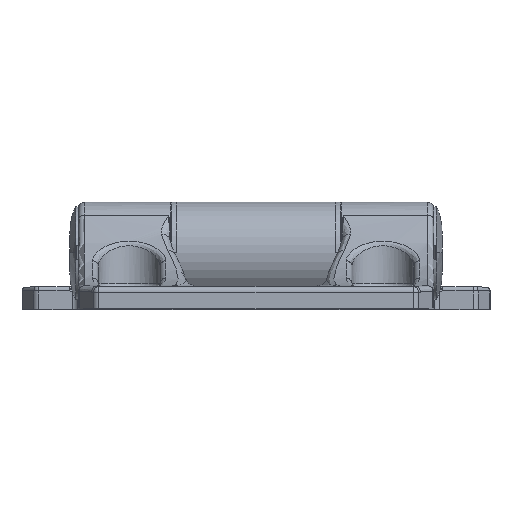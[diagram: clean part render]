
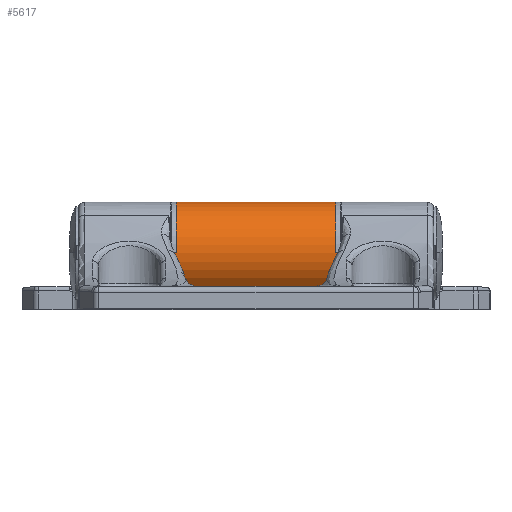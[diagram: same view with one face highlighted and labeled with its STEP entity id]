
A CAD part, top view. The second image highlights one B-rep face of the part: STEP entity #5617.
In plain terms, the highlighted cylindrical face has radius 9 mm (diameter 18 mm), a partial arc.
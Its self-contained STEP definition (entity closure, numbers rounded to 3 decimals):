
#1137=DIRECTION('',(-1.,0.,0.));
#1138=VECTOR('',#1137,28.2);
#1139=CARTESIAN_POINT('',(14.1,6.712,-5.996));
#1140=LINE('',#1139,#1138);
#1175=CARTESIAN_POINT('',(14.1,0.,0.));
#1176=DIRECTION('',(-1.,0.,0.));
#1177=DIRECTION('',(0.,0.,-1.));
#1178=AXIS2_PLACEMENT_3D('',#1175,#1176,#1177);
#1183=CARTESIAN_POINT('',(14.1,0.,0.));
#1184=DIRECTION('',(-1.,0.,0.));
#1185=DIRECTION('',(0.,0.,1.));
#1186=AXIS2_PLACEMENT_3D('',#1183,#1184,#1185);
#1191=DIRECTION('',(1.,0.,0.));
#1192=VECTOR('',#1191,0.95);
#1193=CARTESIAN_POINT('',(14.1,0.,9.));
#1194=LINE('',#1193,#1192);
#1198=DIRECTION('',(1.,0.,0.));
#1199=VECTOR('',#1198,0.95);
#1200=CARTESIAN_POINT('',(14.1,0.,-9.));
#1201=LINE('',#1200,#1199);
#1205=CARTESIAN_POINT('',(-14.1,0.,0.));
#1206=DIRECTION('',(1.,0.,0.));
#1207=DIRECTION('',(0.,0.746,-0.666));
#1208=AXIS2_PLACEMENT_3D('',#1205,#1206,#1207);
#1213=CARTESIAN_POINT('',(15.05,0.,0.));
#1214=DIRECTION('',(1.,0.,0.));
#1215=DIRECTION('',(0.,0.,1.));
#1216=AXIS2_PLACEMENT_3D('',#1213,#1214,#1215);
#1435=CARTESIAN_POINT('',(-15.05,0.,0.));
#1436=DIRECTION('',(1.,0.,0.));
#1437=DIRECTION('',(0.,0.,1.));
#1438=AXIS2_PLACEMENT_3D('',#1435,#1436,#1437);
#1443=DIRECTION('',(-1.,0.,0.));
#1444=VECTOR('',#1443,0.95);
#1445=CARTESIAN_POINT('',(-14.1,0.,9.));
#1446=LINE('',#1445,#1444);
#1450=DIRECTION('',(-1.,0.,0.));
#1451=VECTOR('',#1450,0.95);
#1452=CARTESIAN_POINT('',(-14.1,0.,-9.));
#1453=LINE('',#1452,#1451);
#1457=CARTESIAN_POINT('',(-14.1,0.,0.));
#1458=DIRECTION('',(1.,0.,0.));
#1459=DIRECTION('',(0.,-1.,0.014));
#1460=AXIS2_PLACEMENT_3D('',#1457,#1458,#1459);
#1489=CARTESIAN_POINT('',(-14.1,-8.999,0.122));
#1490=CARTESIAN_POINT('',(-14.06,-8.998,
0.173));
#1491=CARTESIAN_POINT('',(-13.972,-8.996,
0.272));
#1492=CARTESIAN_POINT('',(-13.816,-8.991,
0.406));
#1493=CARTESIAN_POINT('',(-13.64,-8.985,
0.521));
#1494=CARTESIAN_POINT('',(-13.446,-8.979,
0.614));
#1495=CARTESIAN_POINT('',(-13.238,-8.974,
0.683));
#1496=CARTESIAN_POINT('',(-13.02,-8.971,
0.725));
#1497=CARTESIAN_POINT('',(-12.874,-8.97,
0.735));
#1498=CARTESIAN_POINT('',(-12.8,-8.97,
0.735));
#1516=DIRECTION('',(1.,0.,0.));
#1517=VECTOR('',#1516,25.6);
#1518=CARTESIAN_POINT('',(-12.8,-8.97,
0.735));
#1519=LINE('',#1518,#1517);
#1546=CARTESIAN_POINT('',(12.8,-8.97,
0.735));
#1547=CARTESIAN_POINT('',(12.874,-8.97,
0.735));
#1548=CARTESIAN_POINT('',(13.02,-8.971,
0.725));
#1549=CARTESIAN_POINT('',(13.238,-8.974,
0.683));
#1550=CARTESIAN_POINT('',(13.446,-8.979,
0.614));
#1551=CARTESIAN_POINT('',(13.64,-8.985,
0.521));
#1552=CARTESIAN_POINT('',(13.816,-8.991,
0.406));
#1553=CARTESIAN_POINT('',(13.972,-8.996,
0.272));
#1554=CARTESIAN_POINT('',(14.06,-8.998,
0.173));
#1555=CARTESIAN_POINT('',(14.1,-8.999,0.122));
#2393=CARTESIAN_POINT('',(-13.,0.,0.));
#2394=DIRECTION('',(1.,0.,0.));
#2395=DIRECTION('',(0.,-0.961,0.278));
#2396=AXIS2_PLACEMENT_3D('',#2393,#2394,#2395);
#2408=CARTESIAN_POINT('',(-10.,-8.292,3.5));
#2409=CARTESIAN_POINT('',(-10.998,-8.432,
3.167));
#2410=CARTESIAN_POINT('',(-11.998,-8.549,
2.834));
#2411=CARTESIAN_POINT('',(-13.,-8.646,2.5));
#2423=CARTESIAN_POINT('',(-10.,0.,0.));
#2424=DIRECTION('',(1.,0.,0.));
#2425=DIRECTION('',(0.,-0.921,0.389));
#2426=AXIS2_PLACEMENT_3D('',#2423,#2424,#2425);
#2438=CARTESIAN_POINT('',(-10.,-8.44,3.125));
#2439=CARTESIAN_POINT('',(-10.255,-8.471,
3.042));
#2440=CARTESIAN_POINT('',(-10.51,-8.5,
2.958));
#2441=CARTESIAN_POINT('',(-10.766,-8.528,2.875));
#2453=CARTESIAN_POINT('',(-10.766,0.,0.));
#2454=DIRECTION('',(1.,0.,0.));
#2455=DIRECTION('',(0.,-0.948,0.319));
#2456=AXIS2_PLACEMENT_3D('',#2453,#2454,#2455);
#2468=CARTESIAN_POINT('',(-10.766,-8.852,
1.625));
#2469=CARTESIAN_POINT('',(-10.511,-8.867,
1.542));
#2470=CARTESIAN_POINT('',(-10.255,-8.881,
1.458));
#2471=CARTESIAN_POINT('',(-10.,-8.894,1.375));
#2483=CARTESIAN_POINT('',(-10.,0.,0.));
#2484=DIRECTION('',(1.,0.,0.));
#2485=DIRECTION('',(0.,-0.988,0.153));
#2486=AXIS2_PLACEMENT_3D('',#2483,#2484,#2485);
#2498=CARTESIAN_POINT('',(-13.,-8.775,2.));
#2499=CARTESIAN_POINT('',(-12.001,-8.851,
1.667));
#2500=CARTESIAN_POINT('',(-11.001,-8.907,
1.334));
#2501=CARTESIAN_POINT('',(-10.,-8.944,1.));
#3744=CARTESIAN_POINT('',(-12.8,-8.97,
0.735));
#3745=CARTESIAN_POINT('',(12.8,-8.97,
0.735));
#3746=VERTEX_POINT('',#3744);
#3747=VERTEX_POINT('',#3745);
#3959=CARTESIAN_POINT('',(-13.,-8.646,2.5));
#3960=CARTESIAN_POINT('',(-13.,-8.775,2.));
#3961=VERTEX_POINT('',#3959);
#3962=VERTEX_POINT('',#3960);
#3963=VERTEX_POINT('',#2501);
#3964=CARTESIAN_POINT('',(-10.,-8.894,1.375));
#3965=VERTEX_POINT('',#3964);
#3966=VERTEX_POINT('',#2468);
#3967=CARTESIAN_POINT('',(-10.766,-8.528,2.875));
#3968=VERTEX_POINT('',#3967);
#3969=VERTEX_POINT('',#2438);
#3970=CARTESIAN_POINT('',(-10.,-8.292,3.5));
#3971=VERTEX_POINT('',#3970);
#4194=CARTESIAN_POINT('',(-15.05,0.,9.));
#4195=CARTESIAN_POINT('',(-15.05,0.,-9.));
#4196=VERTEX_POINT('',#4194);
#4197=VERTEX_POINT('',#4195);
#4206=CARTESIAN_POINT('',(-14.1,-8.999,0.122));
#4207=CARTESIAN_POINT('',(-14.1,0.,-9.));
#4208=VERTEX_POINT('',#4206);
#4209=VERTEX_POINT('',#4207);
#4210=CARTESIAN_POINT('',(-14.1,6.712,-5.996));
#4211=VERTEX_POINT('',#4210);
#4212=CARTESIAN_POINT('',(-14.1,0.,9.));
#4213=VERTEX_POINT('',#4212);
#4222=CARTESIAN_POINT('',(15.05,0.,9.));
#4223=CARTESIAN_POINT('',(15.05,0.,-9.));
#4224=VERTEX_POINT('',#4222);
#4225=VERTEX_POINT('',#4223);
#4234=CARTESIAN_POINT('',(14.1,0.,9.));
#4235=CARTESIAN_POINT('',(14.1,6.712,-5.996));
#4236=VERTEX_POINT('',#4234);
#4237=VERTEX_POINT('',#4235);
#4238=CARTESIAN_POINT('',(14.1,0.,-9.));
#4239=VERTEX_POINT('',#4238);
#4240=CARTESIAN_POINT('',(14.1,-8.999,0.122));
#4241=VERTEX_POINT('',#4240);
#5569=CARTESIAN_POINT('',(-15.,0.,0.));
#5570=DIRECTION('',(1.,0.,0.));
#5571=DIRECTION('',(0.,0.,-1.));
#5572=AXIS2_PLACEMENT_3D('',#5569,#5570,#5571);
#5573=CYLINDRICAL_SURFACE('',#5572,9.);
#5574=ORIENTED_EDGE('',*,*,#5545,.F.);
#5575=ORIENTED_EDGE('',*,*,#5552,.T.);
#5577=ORIENTED_EDGE('',*,*,#5576,.T.);
#5578=ORIENTED_EDGE('',*,*,#5548,.F.);
#5579=ORIENTED_EDGE('',*,*,#5528,.T.);
#5581=ORIENTED_EDGE('',*,*,#5580,.F.);
#5583=ORIENTED_EDGE('',*,*,#5582,.F.);
#5585=ORIENTED_EDGE('',*,*,#5584,.F.);
#5587=ORIENTED_EDGE('',*,*,#5586,.T.);
#5589=ORIENTED_EDGE('',*,*,#5588,.T.);
#5591=ORIENTED_EDGE('',*,*,#5590,.F.);
#5593=ORIENTED_EDGE('',*,*,#5592,.F.);
#5595=ORIENTED_EDGE('',*,*,#5594,.F.);
#5596=ORIENTED_EDGE('',*,*,#5488,.F.);
#5597=EDGE_LOOP('',(#5574,#5575,#5577,#5578,#5579,#5581,#5583,#5585,#5587,#5589,
#5591,#5593,#5595,#5596));
#5598=FACE_OUTER_BOUND('',#5597,.F.);
#5600=ORIENTED_EDGE('',*,*,#5599,.T.);
#5602=ORIENTED_EDGE('',*,*,#5601,.T.);
#5604=ORIENTED_EDGE('',*,*,#5603,.F.);
#5606=ORIENTED_EDGE('',*,*,#5605,.F.);
#5608=ORIENTED_EDGE('',*,*,#5607,.F.);
#5610=ORIENTED_EDGE('',*,*,#5609,.F.);
#5612=ORIENTED_EDGE('',*,*,#5611,.F.);
#5614=ORIENTED_EDGE('',*,*,#5613,.T.);
#5615=EDGE_LOOP('',(#5600,#5602,#5604,#5606,#5608,#5610,#5612,#5614));
#5616=FACE_BOUND('',#5615,.F.);
#5617=ADVANCED_FACE('',(#5598,#5616),#5573,.T.);
#1179=CIRCLE('',#1178,9.);
#1187=CIRCLE('',#1186,9.);
#1209=CIRCLE('',#1208,9.);
#1217=CIRCLE('',#1216,9.);
#1439=CIRCLE('',#1438,9.);
#1461=CIRCLE('',#1460,9.);
#1499=B_SPLINE_CURVE_WITH_KNOTS('',3,(#1489,#1490,#1491,#1492,#1493,#1494,#1495,
#1496,#1497,#1498),.UNSPECIFIED.,.F.,.F.,(4,1,1,1,1,1,1,4),(0.,
0.143,0.286,0.429,0.571,
0.714,0.857,1.),.UNSPECIFIED.);
#1556=B_SPLINE_CURVE_WITH_KNOTS('',3,(#1546,#1547,#1548,#1549,#1550,#1551,#1552,
#1553,#1554,#1555),.UNSPECIFIED.,.F.,.F.,(4,1,1,1,1,1,1,4),(0.,
0.143,0.286,0.429,0.571,
0.714,0.857,1.),.UNSPECIFIED.);
#2397=CIRCLE('',#2396,9.);
#2412=B_SPLINE_CURVE_WITH_KNOTS('',3,(#2408,#2409,#2410,#2411),.UNSPECIFIED.,
.F.,.F.,(4,4),(0.,1.),.UNSPECIFIED.);
#2427=CIRCLE('',#2426,9.);
#2442=B_SPLINE_CURVE_WITH_KNOTS('',3,(#2438,#2439,#2440,#2441),.UNSPECIFIED.,
.F.,.F.,(4,4),(0.,1.),.UNSPECIFIED.);
#2457=CIRCLE('',#2456,9.);
#2472=B_SPLINE_CURVE_WITH_KNOTS('',3,(#2468,#2469,#2470,#2471),.UNSPECIFIED.,
.F.,.F.,(4,4),(0.,1.),.UNSPECIFIED.);
#2487=CIRCLE('',#2486,9.);
#2502=B_SPLINE_CURVE_WITH_KNOTS('',3,(#2498,#2499,#2500,#2501),.UNSPECIFIED.,
.F.,.F.,(4,4),(0.,1.),.UNSPECIFIED.);
#5488=EDGE_CURVE('',#4237,#4211,#1140,.T.);
#5528=EDGE_CURVE('',#4239,#4241,#1179,.T.);
#5545=EDGE_CURVE('',#4236,#4237,#1187,.T.);
#5548=EDGE_CURVE('',#4239,#4225,#1201,.T.);
#5552=EDGE_CURVE('',#4236,#4224,#1194,.T.);
#5576=EDGE_CURVE('',#4224,#4225,#1217,.T.);
#5580=EDGE_CURVE('',#3747,#4241,#1556,.T.);
#5582=EDGE_CURVE('',#3746,#3747,#1519,.T.);
#5584=EDGE_CURVE('',#4208,#3746,#1499,.T.);
#5586=EDGE_CURVE('',#4208,#4209,#1461,.T.);
#5588=EDGE_CURVE('',#4209,#4197,#1453,.T.);
#5590=EDGE_CURVE('',#4196,#4197,#1439,.T.);
#5592=EDGE_CURVE('',#4213,#4196,#1446,.T.);
#5594=EDGE_CURVE('',#4211,#4213,#1209,.T.);
#5599=EDGE_CURVE('',#3961,#3962,#2397,.T.);
#5601=EDGE_CURVE('',#3962,#3963,#2502,.T.);
#5603=EDGE_CURVE('',#3965,#3963,#2487,.T.);
#5605=EDGE_CURVE('',#3966,#3965,#2472,.T.);
#5607=EDGE_CURVE('',#3968,#3966,#2457,.T.);
#5609=EDGE_CURVE('',#3969,#3968,#2442,.T.);
#5611=EDGE_CURVE('',#3971,#3969,#2427,.T.);
#5613=EDGE_CURVE('',#3971,#3961,#2412,.T.);
